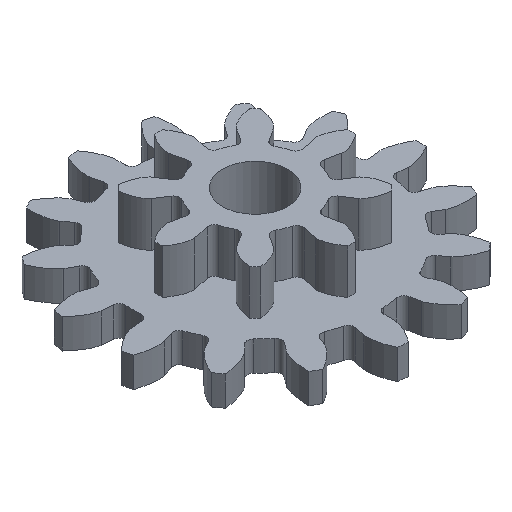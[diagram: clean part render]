
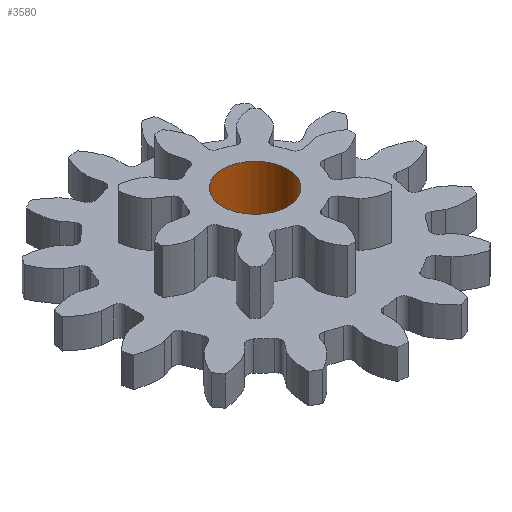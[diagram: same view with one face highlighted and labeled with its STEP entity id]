
A CAD part, isometric view. The second image highlights one B-rep face of the part: STEP entity #3580.
In plain terms, the highlighted cylindrical face has radius 3.275 mm (diameter 6.55 mm), a full revolution.
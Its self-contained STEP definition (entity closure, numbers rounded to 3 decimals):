
#425=FACE_OUTER_BOUND('',#615,.T.);
#615=EDGE_LOOP('',(#3140,#3141,#3142,#3143));
#860=LINE('',#7405,#1091);
#1091=VECTOR('',#4814,3.15);
#1148=CIRCLE('',#3701,3.275);
#1277=CIRCLE('',#3930,3.275);
#1386=VERTEX_POINT('',#5235);
#1647=VERTEX_POINT('',#7403);
#1792=EDGE_CURVE('',#1386,#1386,#1148,.T.);
#2193=EDGE_CURVE('',#1647,#1647,#1277,.T.);
#2194=EDGE_CURVE('',#1647,#1386,#860,.T.);
#3140=ORIENTED_EDGE('',*,*,#2193,.T.);
#3141=ORIENTED_EDGE('',*,*,#2194,.T.);
#3142=ORIENTED_EDGE('',*,*,#1792,.F.);
#3143=ORIENTED_EDGE('',*,*,#2194,.F.);
#3401=CYLINDRICAL_SURFACE('',#3929,3.275);
#3580=ADVANCED_FACE('',(#425),#3401,.F.);
#3701=AXIS2_PLACEMENT_3D('',#5236,#4196,#4197);
#3929=AXIS2_PLACEMENT_3D('',#7402,#4810,#4811);
#3930=AXIS2_PLACEMENT_3D('',#7404,#4812,#4813);
#4196=DIRECTION('center_axis',(0.,0.,-1.));
#4197=DIRECTION('ref_axis',(1.,0.,0.));
#4810=DIRECTION('center_axis',(0.,0.,1.));
#4811=DIRECTION('ref_axis',(1.,0.,0.));
#4812=DIRECTION('center_axis',(0.,0.,-1.));
#4813=DIRECTION('ref_axis',(1.,0.,0.));
#4814=DIRECTION('',(0.,0.,1.));
#5235=CARTESIAN_POINT('',(-3.275,0.,7.5));
#5236=CARTESIAN_POINT('Origin',(0.,0.,7.5));
#7402=CARTESIAN_POINT('Origin',(0.,0.,0.));
#7403=CARTESIAN_POINT('',(-3.275,0.,0.));
#7404=CARTESIAN_POINT('Origin',(0.,0.,0.));
#7405=CARTESIAN_POINT('',(-3.275,0.,0.));
